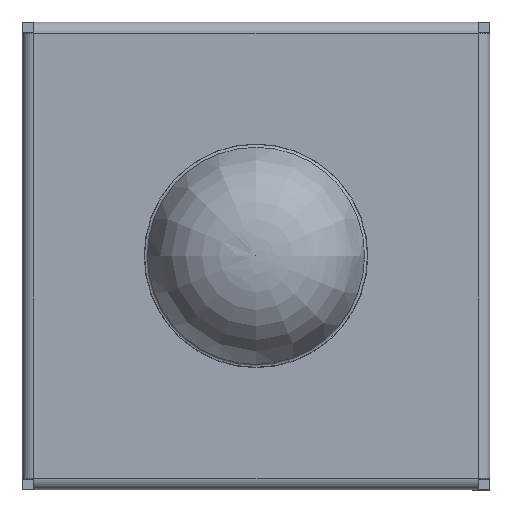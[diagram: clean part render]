
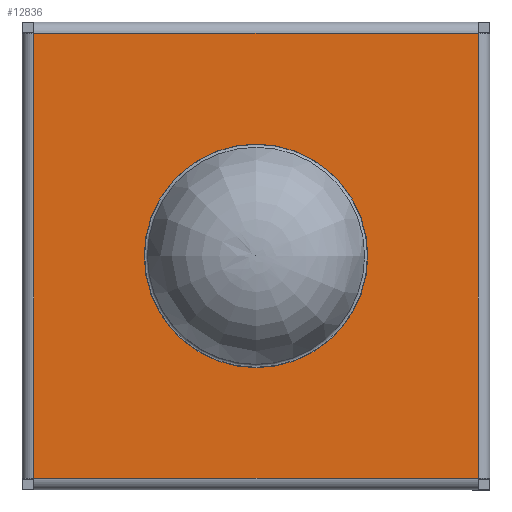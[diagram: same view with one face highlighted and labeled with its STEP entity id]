
A CAD part, top view. The second image highlights one B-rep face of the part: STEP entity #12836.
In plain terms, the highlighted face is planar.
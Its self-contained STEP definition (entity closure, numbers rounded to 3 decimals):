
#1322=LINE('',#20099,#2234);
#1323=LINE('',#20101,#2235);
#1324=LINE('',#20102,#2236);
#1325=LINE('',#20104,#2237);
#2234=VECTOR('',#16097,1000.);
#2235=VECTOR('',#16098,1000.);
#2236=VECTOR('',#16099,1000.);
#2237=VECTOR('',#16100,1000.);
#4320=ORIENTED_EDGE('',*,*,#6617,.F.);
#4321=ORIENTED_EDGE('',*,*,#6618,.T.);
#4322=ORIENTED_EDGE('',*,*,#6619,.T.);
#4323=ORIENTED_EDGE('',*,*,#6620,.T.);
#4324=ORIENTED_EDGE('',*,*,#6621,.T.);
#6617=EDGE_CURVE('',#7932,#7932,#8555,.T.);
#6618=EDGE_CURVE('',#7933,#7925,#1322,.T.);
#6619=EDGE_CURVE('',#7925,#7929,#1323,.T.);
#6620=EDGE_CURVE('',#7929,#7934,#1324,.T.);
#6621=EDGE_CURVE('',#7934,#7933,#1325,.T.);
#7925=VERTEX_POINT('',#20081);
#7929=VERTEX_POINT('',#20090);
#7932=VERTEX_POINT('',#20098);
#7933=VERTEX_POINT('',#20100);
#7934=VERTEX_POINT('',#20103);
#8555=CIRCLE('',#13764,10.75);
#9211=EDGE_LOOP('',(#4320));
#9212=EDGE_LOOP('',(#4321,#4322,#4323,#4324));
#9958=FACE_BOUND('',#9211,.T.);
#9959=FACE_BOUND('',#9212,.T.);
#10507=PLANE('',#13763);
#12836=ADVANCED_FACE('',(#9958,#9959),#10507,.F.);
#13763=AXIS2_PLACEMENT_3D('',#20096,#16093,#16094);
#13764=AXIS2_PLACEMENT_3D('',#20097,#16095,#16096);
#16093=DIRECTION('',(0.,0.,1.));
#16094=DIRECTION('',(1.,0.,0.));
#16095=DIRECTION('',(0.,0.,-1.));
#16096=DIRECTION('',(0.,1.,0.));
#16097=DIRECTION('',(-1.,0.,0.));
#16098=DIRECTION('',(0.,1.,0.));
#16099=DIRECTION('',(1.,0.,0.));
#16100=DIRECTION('',(0.,-1.,0.));
#20081=CARTESIAN_POINT('',(-21.4,-21.4,-1.));
#20090=CARTESIAN_POINT('',(-21.4,21.4,-1.));
#20096=CARTESIAN_POINT('',(0.,0.,-1.));
#20097=CARTESIAN_POINT('',(0.,0.,-1.));
#20098=CARTESIAN_POINT('',(0.,10.75,-1.));
#20099=CARTESIAN_POINT('',(22.5,-21.4,-1.));
#20100=CARTESIAN_POINT('',(21.4,-21.4,-1.));
#20101=CARTESIAN_POINT('',(-21.4,-21.4,-1.));
#20102=CARTESIAN_POINT('',(-22.5,21.4,-1.));
#20103=CARTESIAN_POINT('',(21.4,21.4,-1.));
#20104=CARTESIAN_POINT('',(21.4,21.4,-1.));
